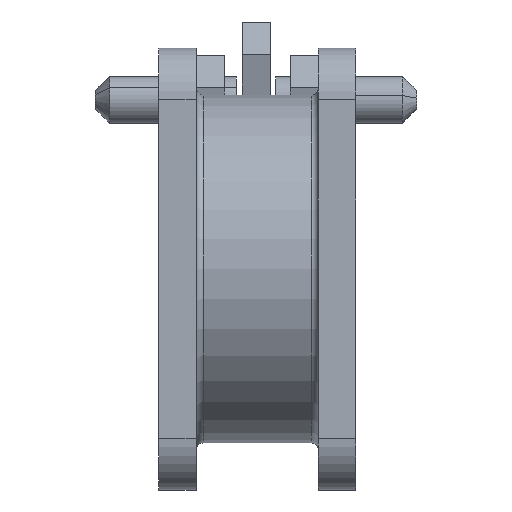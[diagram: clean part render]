
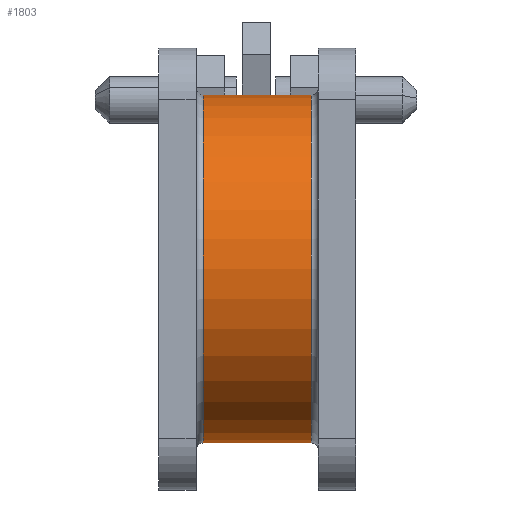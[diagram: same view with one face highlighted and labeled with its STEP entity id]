
A CAD part, front view. The second image highlights one B-rep face of the part: STEP entity #1803.
In plain terms, the highlighted cylindrical face has radius 37 mm (diameter 74 mm), a partial arc.
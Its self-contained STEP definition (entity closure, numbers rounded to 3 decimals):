
#25 = CARTESIAN_POINT ( 'NONE',  ( 9.5, 0., 0. ) ) ;
#42 = DIRECTION ( 'NONE',  ( 0., 0., 1. ) ) ;
#54 = DIRECTION ( 'NONE',  ( 1., 0., 0. ) ) ;
#192 = CARTESIAN_POINT ( 'NONE',  ( 32.5, 0., 0. ) ) ;
#337 = DIRECTION ( 'NONE',  ( -1., 0., 0. ) ) ;
#372 = CARTESIAN_POINT ( 'NONE',  ( 0., 0., -37. ) ) ;
#418 = CARTESIAN_POINT ( 'NONE',  ( 0., 0., 0. ) ) ;
#431 = DIRECTION ( 'NONE',  ( -1., 0., 0. ) ) ;
#448 = CARTESIAN_POINT ( 'NONE',  ( 32.5, 0., 37. ) ) ;
#463 = CARTESIAN_POINT ( 'NONE',  ( 32.5, 0., -37. ) ) ;
#483 = CARTESIAN_POINT ( 'NONE',  ( 9.5, 0., -37. ) ) ;
#599 = DIRECTION ( 'NONE',  ( 0., 0., -1. ) ) ;
#669 = DIRECTION ( 'NONE',  ( -1., 0., 0. ) ) ;
#676 = CARTESIAN_POINT ( 'NONE',  ( 9.5, 0., 37. ) ) ;
#695 = DIRECTION ( 'NONE',  ( 0., 0., 1. ) ) ;
#740 = AXIS2_PLACEMENT_3D ( 'NONE', #25, #54, #42 ) ;
#744 = AXIS2_PLACEMENT_3D ( 'NONE', #418, #337, #695 ) ;
#748 = AXIS2_PLACEMENT_3D ( 'NONE', #192, #669, #599 ) ;
#876 = DIRECTION ( 'NONE',  ( -1., 0., 0. ) ) ;
#882 = CARTESIAN_POINT ( 'NONE',  ( 0., 0., 37. ) ) ;
#893 = EDGE_CURVE ( 'NONE', #1463, #1443, #2427, .T. ) ;
#1072 = ORIENTED_EDGE ( 'NONE', *, *, #893, .T. ) ;
#1088 = ORIENTED_EDGE ( 'NONE', *, *, #1412, .T. ) ;
#1111 = ORIENTED_EDGE ( 'NONE', *, *, #1404, .T. ) ;
#1112 = ORIENTED_EDGE ( 'NONE', *, *, #1431, .F. ) ;
#1291 = EDGE_LOOP ( 'NONE', ( #1112, #1111, #1072, #1088 ) ) ;
#1404 = EDGE_CURVE ( 'NONE', #1444, #1463, #2146, .T. ) ;
#1412 = EDGE_CURVE ( 'NONE', #1443, #1535, #2156, .T. ) ;
#1431 = EDGE_CURVE ( 'NONE', #1444, #1535, #2145, .T. ) ;
#1443 = VERTEX_POINT ( 'NONE', #676 ) ;
#1444 = VERTEX_POINT ( 'NONE', #463 ) ;
#1463 = VERTEX_POINT ( 'NONE', #448 ) ;
#1535 = VERTEX_POINT ( 'NONE', #483 ) ;
#1803 = ADVANCED_FACE ( 'NONE', ( #2219 ), #2214, .T. ) ;
#2145 = LINE ( 'NONE', #372, #2155 ) ;
#2146 = CIRCLE ( 'NONE', #748, 37. ) ;
#2155 = VECTOR ( 'NONE', #431, 1000. ) ;
#2156 = CIRCLE ( 'NONE', #740, 37. ) ;
#2214 = CYLINDRICAL_SURFACE ( 'NONE', #744, 37. ) ;
#2219 = FACE_OUTER_BOUND ( 'NONE', #1291, .T. ) ;
#2373 = VECTOR ( 'NONE', #876, 1000. ) ;
#2427 = LINE ( 'NONE', #882, #2373 ) ;
